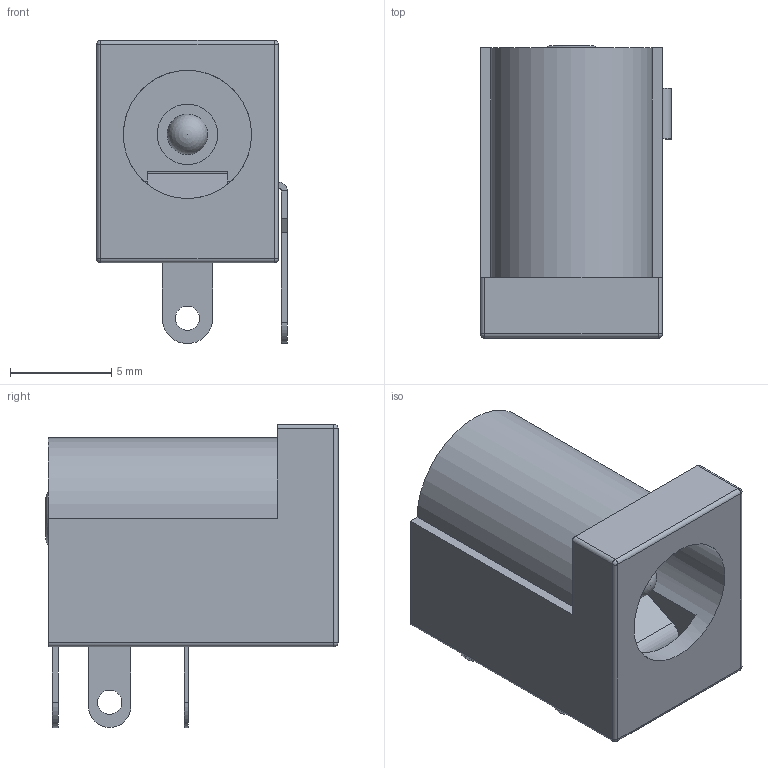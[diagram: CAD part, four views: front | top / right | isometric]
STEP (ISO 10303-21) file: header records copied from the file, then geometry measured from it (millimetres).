
FILE_DESCRIPTION(('STEP AP214'), '1');
FILE_NAME('barrel-jack', '2019-05-17T22:11:52', ('Nobody'), (''), 'ASCON STEP Converter 1.3', 'ASCON Math Kernel', '');
FILE_SCHEMA(('AUTOMOTIVE_DESIGN { 1 0 10303 214 3 1 1}'));
Length unit declared in the file: millimetre
Bounding box: 9.45 x 14.45 x 15 mm (x, y, z)
Volume: 818.6 mm3; surface area: 1450.3 mm2
Topology: 4 solids, 4 shells, 117 faces, 261 edges, 154 vertices
Faces by surface type: plane 72, cylinder 32, sphere 5, bspline 4, torus 3, cone 1
Full cylindrical faces by diameter (mm): 1.2 x4, 1.8 x2, 2 x1, 3 x2, 6.35 x1
Entity records: 4218 total; most frequent: CARTESIAN_POINT 672, DIRECTION 538, ORIENTED_EDGE 482, EDGE_CURVE 241, AXIS2_PLACEMENT_3D 187, LINE 164, VECTOR 164, VERTEX_POINT 153
